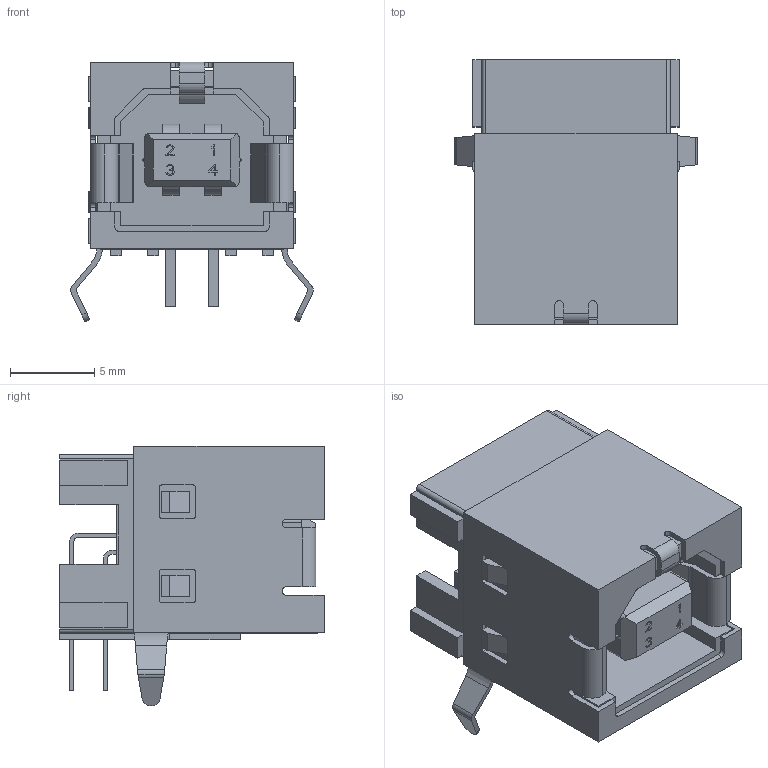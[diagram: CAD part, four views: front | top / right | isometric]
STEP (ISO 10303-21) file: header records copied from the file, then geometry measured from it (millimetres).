
FILE_DESCRIPTION(('FreeCAD Model'),'2;1');
FILE_NAME('1076665_292304-1.step','2019-01-11T12:13:50',('kicad StepUp'),( 'ksu MCAD'),'Open CASCADE STEP processor 6.9','FreeCAD','Unknown');
FILE_SCHEMA(('AUTOMOTIVE_DESIGN_CC2 { 1 2 10303 214 -1 1 5 4 }'));
Length unit declared in the file: millimetre
Products named in the file (1): 1076665_292304-1
Bounding box: 14.39 x 15.7 x 15.42 mm (x, y, z)
Volume: 1133.3 mm3; surface area: 2547.1 mm2
Topology: 1 solids, 1 shells, 517 faces, 1482 edges, 986 vertices
Faces by surface type: plane 408, cylinder 107, extrusion 2
Entity records: 16911 total; most frequent: CARTESIAN_POINT 3202, ORIENTED_EDGE 2964, DIRECTION 2654, EDGE_CURVE 1482, VECTOR 1258, LINE 1256, VERTEX_POINT 986, AXIS2_PLACEMENT_3D 698
